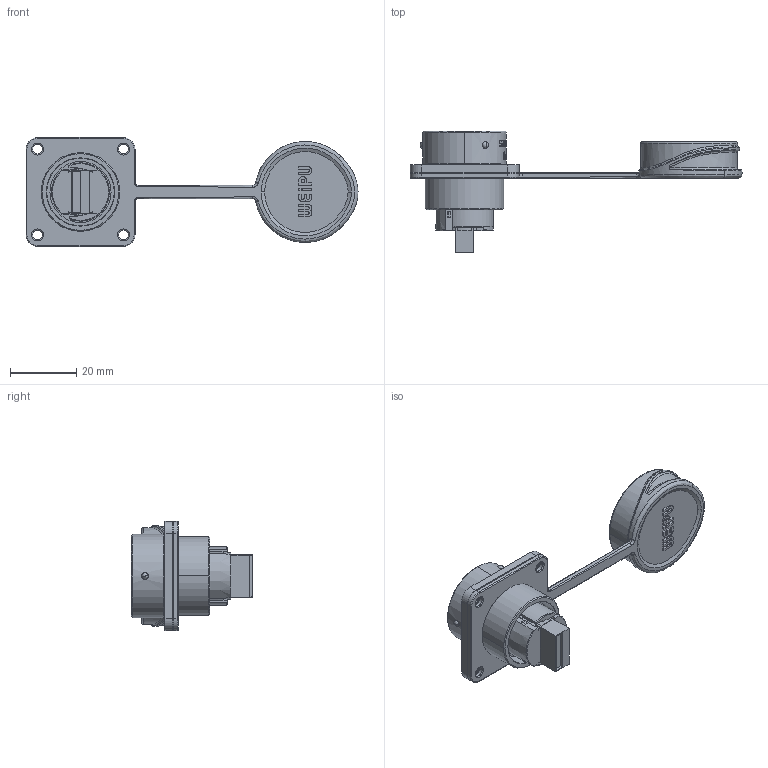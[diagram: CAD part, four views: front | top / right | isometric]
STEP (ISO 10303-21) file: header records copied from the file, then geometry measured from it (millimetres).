
FILE_DESCRIPTION((''),'2;1');
FILE_NAME('3D-SF2413-SUSB3_0','2025-07-12T14:32:11',('Administrator'),(''),'CREO PARAMETRIC BY PTC INC, 2018050','CREO PARAMETRIC BY PTC INC, 2018050','');
FILE_SCHEMA(('CONFIG_CONTROL_DESIGN','SHAPE_APPEARANCE_LAYERS_GROUPS'));
Length unit declared in the file: millimetre
Products named in the file (1): 3D-SF2413-SUSB3_0
Bounding box: 100.5 x 36.79 x 33 mm (x, y, z)
Volume: 16175 mm3; surface area: 11056.1 mm2
Topology: 1 solids, 8 shells, 766 faces, 2094 edges, 1389 vertices
Faces by surface type: plane 493, cylinder 147, torus 50, cone 37, bspline 36, extrusion 3
Entity records: 28934 total; most frequent: CARTESIAN_POINT 10102, ORIENTED_EDGE 4184, DIRECTION 3553, EDGE_CURVE 2092, VERTEX_POINT 1389, AXIS2_PLACEMENT_3D 1285, VECTOR 983, LINE 980
